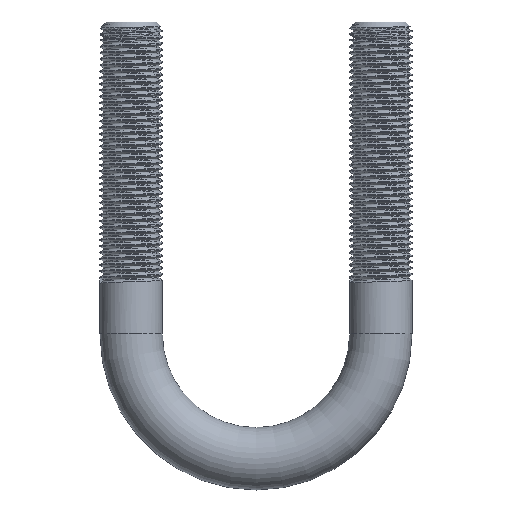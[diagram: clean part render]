
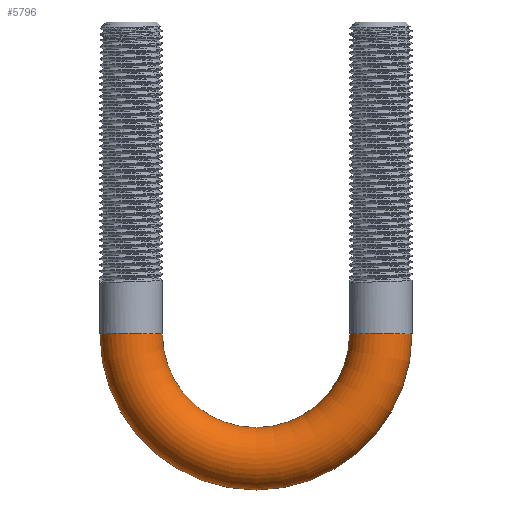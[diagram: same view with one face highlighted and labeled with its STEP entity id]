
A CAD part, front view. The second image highlights one B-rep face of the part: STEP entity #5796.
In plain terms, the highlighted toroidal (fillet/blend) face has major radius 20 mm and minor radius 5 mm.
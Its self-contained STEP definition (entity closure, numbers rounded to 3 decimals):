
#359 = ORIENTED_EDGE ( 'NONE', *, *, #9777, .T. ) ;
#380 = DIRECTION ( 'NONE',  ( 0., 0., 1. ) ) ;
#432 = DIRECTION ( 'NONE',  ( 0., 0., 1. ) ) ;
#1223 = ORIENTED_EDGE ( 'NONE', *, *, #4983, .T. ) ;
#1384 = CARTESIAN_POINT ( 'NONE',  ( -21.5, 0., -121.642 ) ) ;
#1641 = AXIS2_PLACEMENT_3D ( 'NONE', #11943, #10799, #380 ) ;
#1767 = DIRECTION ( 'NONE',  ( 0., 1., 0. ) ) ;
#3754 = VERTEX_POINT ( 'NONE', #1384 ) ;
#4166 = CARTESIAN_POINT ( 'NONE',  ( 3.5, 0., -121.642 ) ) ;
#4195 = DIRECTION ( 'NONE',  ( 0., 0., 1. ) ) ;
#4536 = DIRECTION ( 'NONE',  ( 0., 0., -1. ) ) ;
#4983 = EDGE_CURVE ( 'NONE', #18282, #15733, #14672, .T. ) ;
#5679 = CARTESIAN_POINT ( 'NONE',  ( -16.5, 0., -121.642 ) ) ;
#5796 = ADVANCED_FACE ( 'NONE', ( #8970 ), #12839, .T. ) ;
#6413 = ORIENTED_EDGE ( 'NONE', *, *, #9387, .F. ) ;
#7698 = CIRCLE ( 'NONE', #14954, 5. ) ;
#7742 = CARTESIAN_POINT ( 'NONE',  ( 3.5, 0., -121.642 ) ) ;
#8171 = ORIENTED_EDGE ( 'NONE', *, *, #13569, .F. ) ;
#8268 = DIRECTION ( 'NONE',  ( 1., 0., 0. ) ) ;
#8614 = DIRECTION ( 'NONE',  ( -1., 0., 0. ) ) ;
#8671 = CARTESIAN_POINT ( 'NONE',  ( -11.5, 0., -121.642 ) ) ;
#8711 = DIRECTION ( 'NONE',  ( 0., 0., 1. ) ) ;
#8802 = VERTEX_POINT ( 'NONE', #13484 ) ;
#8970 = FACE_OUTER_BOUND ( 'NONE', #16203, .T. ) ;
#9387 = EDGE_CURVE ( 'NONE', #8802, #3754, #15859, .T. ) ;
#9777 = EDGE_CURVE ( 'NONE', #15733, #3754, #7698, .T. ) ;
#9940 = DIRECTION ( 'NONE',  ( 0., 1., 0. ) ) ;
#10799 = DIRECTION ( 'NONE',  ( 0., 1., 0. ) ) ;
#11223 = CIRCLE ( 'NONE', #13636, 5. ) ;
#11386 = CARTESIAN_POINT ( 'NONE',  ( 23.5, 0., -121.642 ) ) ;
#11806 = CARTESIAN_POINT ( 'NONE',  ( 18.5, 0., -121.642 ) ) ;
#11943 = CARTESIAN_POINT ( 'NONE',  ( 3.5, 0., -121.642 ) ) ;
#12839 = TOROIDAL_SURFACE ( 'NONE', #18583, 20., 5. ) ;
#12854 = AXIS2_PLACEMENT_3D ( 'NONE', #4166, #9940, #8711 ) ;
#13484 = CARTESIAN_POINT ( 'NONE',  ( 28.5, 0., -121.642 ) ) ;
#13569 = EDGE_CURVE ( 'NONE', #18282, #8802, #11223, .T. ) ;
#13636 = AXIS2_PLACEMENT_3D ( 'NONE', #11386, #4195, #8268 ) ;
#14672 = CIRCLE ( 'NONE', #12854, 15. ) ;
#14954 = AXIS2_PLACEMENT_3D ( 'NONE', #5679, #4536, #8614 ) ;
#15733 = VERTEX_POINT ( 'NONE', #8671 ) ;
#15859 = CIRCLE ( 'NONE', #1641, 25. ) ;
#16203 = EDGE_LOOP ( 'NONE', ( #6413, #8171, #1223, #359 ) ) ;
#18282 = VERTEX_POINT ( 'NONE', #11806 ) ;
#18583 = AXIS2_PLACEMENT_3D ( 'NONE', #7742, #1767, #432 ) ;
